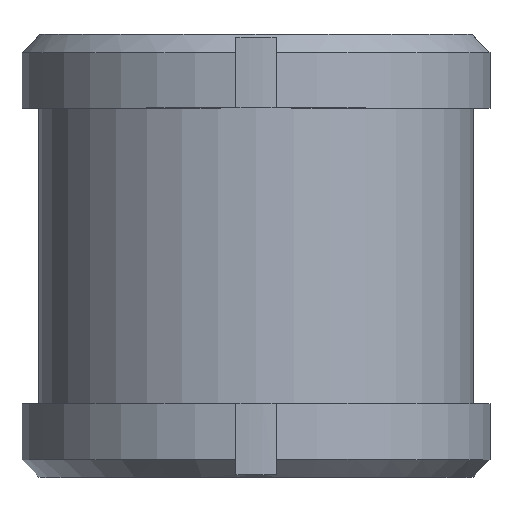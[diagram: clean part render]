
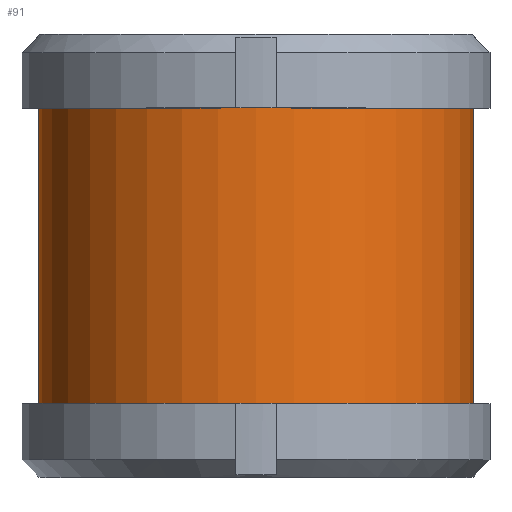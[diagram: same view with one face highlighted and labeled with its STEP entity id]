
A CAD part, top view. The second image highlights one B-rep face of the part: STEP entity #91.
In plain terms, the highlighted cylindrical face has radius 32.375 mm (diameter 64.75 mm), a full revolution.
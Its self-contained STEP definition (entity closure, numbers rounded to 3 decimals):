
#91 = ADVANCED_FACE( '', ( #222, #223 ), #224, .T. );
#222 = FACE_OUTER_BOUND( '', #401, .T. );
#223 = FACE_OUTER_BOUND( '', #402, .T. );
#224 = CYLINDRICAL_SURFACE( '', #403, 32.375 );
#401 = EDGE_LOOP( '', ( #617 ) );
#402 = EDGE_LOOP( '', ( #618 ) );
#403 = AXIS2_PLACEMENT_3D( '', #619, #620, #621 );
#617 = ORIENTED_EDGE( '', *, *, #1022, .T. );
#618 = ORIENTED_EDGE( '', *, *, #979, .F. );
#619 = CARTESIAN_POINT( '', ( 0., 0., 0. ) );
#620 = DIRECTION( '', ( 0., 1., 0. ) );
#621 = DIRECTION( '', ( 0., 0., -1. ) );
#979 = EDGE_CURVE( '', #1145, #1145, #1146, .T. );
#1022 = EDGE_CURVE( '', #1223, #1223, #1224, .T. );
#1145 = VERTEX_POINT( '', #1390 );
#1146 = CIRCLE( '', #1391, 32.375 );
#1223 = VERTEX_POINT( '', #1490 );
#1224 = CIRCLE( '', #1491, 32.375 );
#1390 = CARTESIAN_POINT( '', ( 0., 11., -32.375 ) );
#1391 = AXIS2_PLACEMENT_3D( '', #1779, #1780, #1781 );
#1490 = CARTESIAN_POINT( '', ( 0., 55., -32.375 ) );
#1491 = AXIS2_PLACEMENT_3D( '', #1852, #1853, #1854 );
#1779 = CARTESIAN_POINT( '', ( 0., 11., 0. ) );
#1780 = DIRECTION( '', ( 0., -1., 0. ) );
#1781 = DIRECTION( '', ( 0., 0., -1. ) );
#1852 = CARTESIAN_POINT( '', ( 0., 55., 0. ) );
#1853 = DIRECTION( '', ( 0., -1., 0. ) );
#1854 = DIRECTION( '', ( 0., 0., -1. ) );
